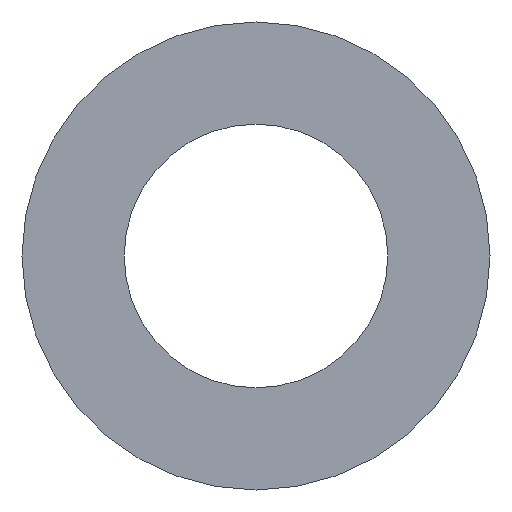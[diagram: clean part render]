
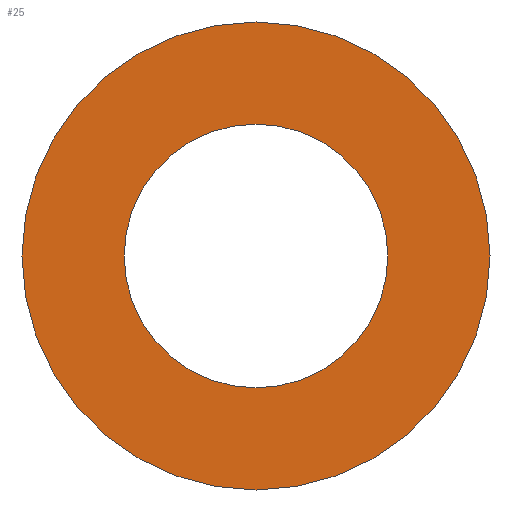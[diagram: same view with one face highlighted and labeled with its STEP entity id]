
A CAD part, front view. The second image highlights one B-rep face of the part: STEP entity #25.
In plain terms, the highlighted planar face has unit normal (0, -1, 0).
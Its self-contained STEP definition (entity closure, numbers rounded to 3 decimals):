
#10 = AXIS2_PLACEMENT_3D ( 'NONE', #74, #170, #85 ) ;
#14 = AXIS2_PLACEMENT_3D ( 'NONE', #66, #111, #159 ) ;
#19 = EDGE_LOOP ( 'NONE', ( #201, #23 ) ) ;
#21 = CARTESIAN_POINT ( 'NONE',  ( 0., 0., 2.75 ) ) ;
#22 = CIRCLE ( 'NONE', #135, 2.75 ) ;
#23 = ORIENTED_EDGE ( 'NONE', *, *, #209, .T. ) ;
#24 = AXIS2_PLACEMENT_3D ( 'NONE', #202, #87, #147 ) ;
#25 = ADVANCED_FACE ( 'NONE', ( #146, #160 ), #49, .F. ) ;
#26 = CARTESIAN_POINT ( 'NONE',  ( 0., 0., -1.55 ) ) ;
#33 = VERTEX_POINT ( 'NONE', #79 ) ;
#40 = CIRCLE ( 'NONE', #210, 1.55 ) ;
#45 = ORIENTED_EDGE ( 'NONE', *, *, #51, .F. ) ;
#47 = VERTEX_POINT ( 'NONE', #21 ) ;
#49 = PLANE ( 'NONE',  #14 ) ;
#51 = EDGE_CURVE ( 'NONE', #33, #47, #22, .T. ) ;
#52 = VERTEX_POINT ( 'NONE', #101 ) ;
#56 = CARTESIAN_POINT ( 'NONE',  ( 0., 0., 0. ) ) ;
#57 = CIRCLE ( 'NONE', #10, 2.75 ) ;
#62 = VERTEX_POINT ( 'NONE', #26 ) ;
#66 = CARTESIAN_POINT ( 'NONE',  ( 0., 0., 0. ) ) ;
#74 = CARTESIAN_POINT ( 'NONE',  ( 0., 0., 0. ) ) ;
#79 = CARTESIAN_POINT ( 'NONE',  ( 0., 0., -2.75 ) ) ;
#85 = DIRECTION ( 'NONE',  ( 0., 0., 1. ) ) ;
#87 = DIRECTION ( 'NONE',  ( 0., 1., 0. ) ) ;
#91 = CARTESIAN_POINT ( 'NONE',  ( 0., 0., 0. ) ) ;
#101 = CARTESIAN_POINT ( 'NONE',  ( 0., 0., 1.55 ) ) ;
#103 = DIRECTION ( 'NONE',  ( 0., 1., 0. ) ) ;
#111 = DIRECTION ( 'NONE',  ( 0., 1., 0. ) ) ;
#129 = CIRCLE ( 'NONE', #24, 1.55 ) ;
#130 = DIRECTION ( 'NONE',  ( 0., 0., 1. ) ) ;
#135 = AXIS2_PLACEMENT_3D ( 'NONE', #56, #151, #188 ) ;
#139 = EDGE_LOOP ( 'NONE', ( #45, #157 ) ) ;
#146 = FACE_OUTER_BOUND ( 'NONE', #139, .T. ) ;
#147 = DIRECTION ( 'NONE',  ( 0., 0., 1. ) ) ;
#151 = DIRECTION ( 'NONE',  ( 0., 1., 0. ) ) ;
#157 = ORIENTED_EDGE ( 'NONE', *, *, #182, .F. ) ;
#159 = DIRECTION ( 'NONE',  ( 0., 0., 1. ) ) ;
#160 = FACE_BOUND ( 'NONE', #19, .T. ) ;
#170 = DIRECTION ( 'NONE',  ( 0., 1., 0. ) ) ;
#182 = EDGE_CURVE ( 'NONE', #47, #33, #57, .T. ) ;
#188 = DIRECTION ( 'NONE',  ( 0., 0., 1. ) ) ;
#201 = ORIENTED_EDGE ( 'NONE', *, *, #204, .T. ) ;
#202 = CARTESIAN_POINT ( 'NONE',  ( 0., 0., 0. ) ) ;
#204 = EDGE_CURVE ( 'NONE', #62, #52, #40, .T. ) ;
#209 = EDGE_CURVE ( 'NONE', #52, #62, #129, .T. ) ;
#210 = AXIS2_PLACEMENT_3D ( 'NONE', #91, #103, #130 ) ;
